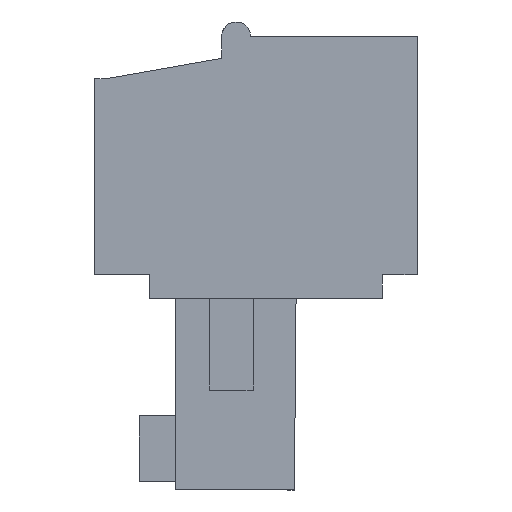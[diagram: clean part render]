
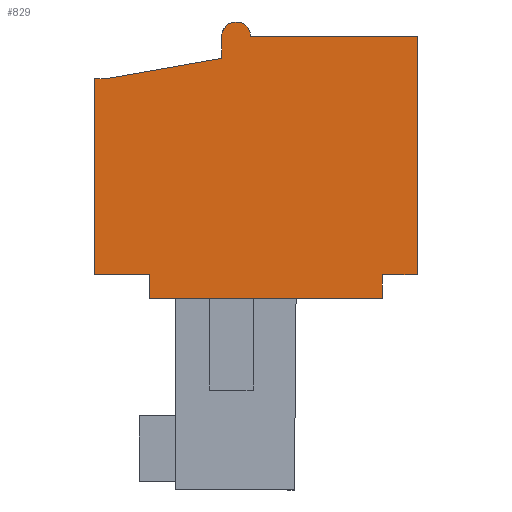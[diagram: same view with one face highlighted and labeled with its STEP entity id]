
A CAD part, left-side view. The second image highlights one B-rep face of the part: STEP entity #829.
In plain terms, the highlighted planar face has unit normal (-1, 0, 0).
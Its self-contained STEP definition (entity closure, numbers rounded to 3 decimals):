
#745=AXIS2_PLACEMENT_3D('Plane Axis2P3D',#742,#743,#744) ;
#763=AXIS2_PLACEMENT_3D('Circle Axis2P3D',#761,#762,$) ;
#40=CARTESIAN_POINT('Vertex',(0.,1.2,7.4)) ;
#45=CARTESIAN_POINT('Line Origine',(0.,1.2,7.)) ;
#49=CARTESIAN_POINT('Vertex',(0.,1.2,6.6)) ;
#635=CARTESIAN_POINT('Vertex',(0.,0.,7.4)) ;
#638=CARTESIAN_POINT('Line Origine',(0.,0.6,7.4)) ;
#742=CARTESIAN_POINT('Axis2P3D Location',(0.,0.,0.)) ;
#747=CARTESIAN_POINT('Line Origine',(0.,0.,11.5)) ;
#751=CARTESIAN_POINT('Vertex',(0.,0.,15.6)) ;
#754=CARTESIAN_POINT('Line Origine',(0.,2.865,15.6)) ;
#758=CARTESIAN_POINT('Vertex',(0.,5.73,15.6)) ;
#761=CARTESIAN_POINT('Axis2P3D Location',(0.,6.23,15.6)) ;
#765=CARTESIAN_POINT('Vertex',(0.,6.73,15.6)) ;
#768=CARTESIAN_POINT('Line Origine',(0.,6.73,15.225)) ;
#772=CARTESIAN_POINT('Vertex',(0.,6.73,14.85)) ;
#775=CARTESIAN_POINT('Line Origine',(0.,8.715,14.5)) ;
#779=CARTESIAN_POINT('Vertex',(0.,10.7,14.15)) ;
#782=CARTESIAN_POINT('Line Origine',(0.,10.9,14.15)) ;
#786=CARTESIAN_POINT('Vertex',(0.,11.1,14.15)) ;
#789=CARTESIAN_POINT('Line Origine',(0.,11.1,10.775)) ;
#793=CARTESIAN_POINT('Vertex',(0.,11.1,7.4)) ;
#796=CARTESIAN_POINT('Line Origine',(0.,10.15,7.4)) ;
#800=CARTESIAN_POINT('Vertex',(0.,9.2,7.4)) ;
#803=CARTESIAN_POINT('Line Origine',(0.,9.2,7.)) ;
#807=CARTESIAN_POINT('Vertex',(0.,9.2,6.6)) ;
#810=CARTESIAN_POINT('Line Origine',(0.,5.2,6.6)) ;
#46=DIRECTION('Vector Direction',(0.,0.,-1.)) ;
#639=DIRECTION('Vector Direction',(0.,1.,0.)) ;
#743=DIRECTION('Axis2P3D Direction',(-1.,0.,0.)) ;
#744=DIRECTION('Axis2P3D XDirection',(0.,0.,1.)) ;
#748=DIRECTION('Vector Direction',(0.,0.,-1.)) ;
#755=DIRECTION('Vector Direction',(0.,-1.,0.)) ;
#762=DIRECTION('Axis2P3D Direction',(-1.,0.,0.)) ;
#769=DIRECTION('Vector Direction',(0.,0.,1.)) ;
#776=DIRECTION('Vector Direction',(0.,-0.985,0.174)) ;
#783=DIRECTION('Vector Direction',(0.,-1.,0.)) ;
#790=DIRECTION('Vector Direction',(0.,0.,1.)) ;
#797=DIRECTION('Vector Direction',(0.,1.,0.)) ;
#804=DIRECTION('Vector Direction',(0.,0.,1.)) ;
#811=DIRECTION('Vector Direction',(0.,1.,0.)) ;
#47=VECTOR('Line Direction',#46,1.) ;
#640=VECTOR('Line Direction',#639,1.) ;
#749=VECTOR('Line Direction',#748,1.) ;
#756=VECTOR('Line Direction',#755,1.) ;
#770=VECTOR('Line Direction',#769,1.) ;
#777=VECTOR('Line Direction',#776,1.) ;
#784=VECTOR('Line Direction',#783,1.) ;
#791=VECTOR('Line Direction',#790,1.) ;
#798=VECTOR('Line Direction',#797,1.) ;
#805=VECTOR('Line Direction',#804,1.) ;
#812=VECTOR('Line Direction',#811,1.) ;
#816=ORIENTED_EDGE('',*,*,#753,.T.) ;
#817=ORIENTED_EDGE('',*,*,#760,.T.) ;
#818=ORIENTED_EDGE('',*,*,#767,.T.) ;
#819=ORIENTED_EDGE('',*,*,#774,.T.) ;
#820=ORIENTED_EDGE('',*,*,#781,.T.) ;
#821=ORIENTED_EDGE('',*,*,#788,.T.) ;
#822=ORIENTED_EDGE('',*,*,#795,.T.) ;
#823=ORIENTED_EDGE('',*,*,#802,.T.) ;
#824=ORIENTED_EDGE('',*,*,#809,.T.) ;
#825=ORIENTED_EDGE('',*,*,#814,.T.) ;
#826=ORIENTED_EDGE('',*,*,#51,.T.) ;
#827=ORIENTED_EDGE('',*,*,#642,.T.) ;
#829=ADVANCED_FACE('HOUSING',(#828),#746,.T.) ;
#764=CIRCLE('generated circle',#763,0.5) ;
#51=EDGE_CURVE('',#50,#41,#48,.F.) ;
#642=EDGE_CURVE('',#41,#636,#641,.F.) ;
#753=EDGE_CURVE('',#636,#752,#750,.F.) ;
#760=EDGE_CURVE('',#752,#759,#757,.F.) ;
#767=EDGE_CURVE('',#759,#766,#764,.T.) ;
#774=EDGE_CURVE('',#766,#773,#771,.F.) ;
#781=EDGE_CURVE('',#773,#780,#778,.F.) ;
#788=EDGE_CURVE('',#780,#787,#785,.F.) ;
#795=EDGE_CURVE('',#787,#794,#792,.F.) ;
#802=EDGE_CURVE('',#794,#801,#799,.F.) ;
#809=EDGE_CURVE('',#801,#808,#806,.F.) ;
#814=EDGE_CURVE('',#808,#50,#813,.F.) ;
#815=EDGE_LOOP('',(#816,#817,#818,#819,#820,#821,#822,#823,#824,#825,#826,#827)) ;
#828=FACE_OUTER_BOUND('',#815,.T.) ;
#48=LINE('Line',#45,#47) ;
#641=LINE('Line',#638,#640) ;
#750=LINE('Line',#747,#749) ;
#757=LINE('Line',#754,#756) ;
#771=LINE('Line',#768,#770) ;
#778=LINE('Line',#775,#777) ;
#785=LINE('Line',#782,#784) ;
#792=LINE('Line',#789,#791) ;
#799=LINE('Line',#796,#798) ;
#806=LINE('Line',#803,#805) ;
#813=LINE('Line',#810,#812) ;
#746=PLANE('',#745) ;
#41=VERTEX_POINT('',#40) ;
#50=VERTEX_POINT('',#49) ;
#636=VERTEX_POINT('',#635) ;
#752=VERTEX_POINT('',#751) ;
#759=VERTEX_POINT('',#758) ;
#766=VERTEX_POINT('',#765) ;
#773=VERTEX_POINT('',#772) ;
#780=VERTEX_POINT('',#779) ;
#787=VERTEX_POINT('',#786) ;
#794=VERTEX_POINT('',#793) ;
#801=VERTEX_POINT('',#800) ;
#808=VERTEX_POINT('',#807) ;
